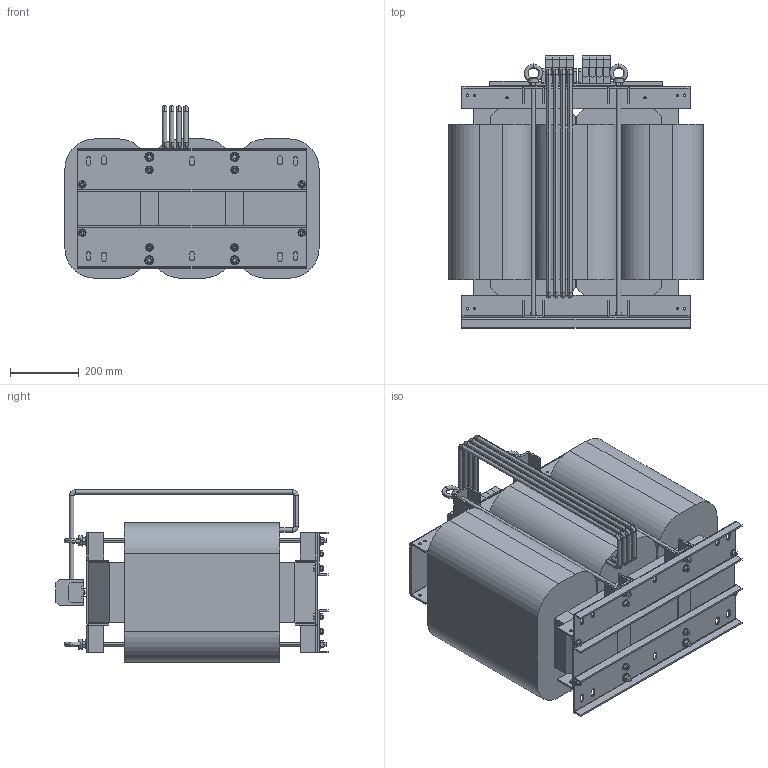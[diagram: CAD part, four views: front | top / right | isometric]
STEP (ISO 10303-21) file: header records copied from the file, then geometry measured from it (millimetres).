
FILE_DESCRIPTION (( 'STEP AP214' ), '1' );
FILE_NAME ('209352.STEP', '2023-03-28T11:19:20', ( '' ), ( '' ), 'SwSTEP 2.0', 'SolidWorks 2018', '' );
FILE_SCHEMA (( 'AUTOMOTIVE_DESIGN' ));
Length unit declared in the file: millimetre
Products named in the file (1): 209352
Bounding box: 737 x 788.5 x 500.15 mm (x, y, z)
Volume: 149984523 mm3; surface area: 3629023.1 mm2
Topology: 1 solids, 1 shells, 1478 faces, 3886 edges, 2442 vertices
Faces by surface type: plane 990, cylinder 344, cone 72, torus 56, bspline 16
Entity records: 48900 total; most frequent: CARTESIAN_POINT 11943, ORIENTED_EDGE 7772, DIRECTION 7488, EDGE_CURVE 3886, VECTOR 2826, LINE 2826, VERTEX_POINT 2442, AXIS2_PLACEMENT_3D 2331
